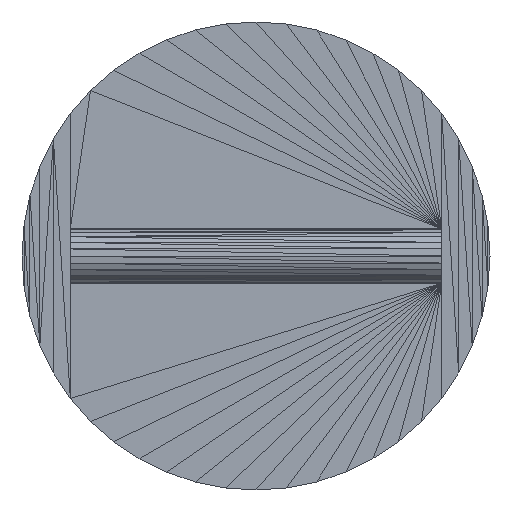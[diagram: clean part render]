
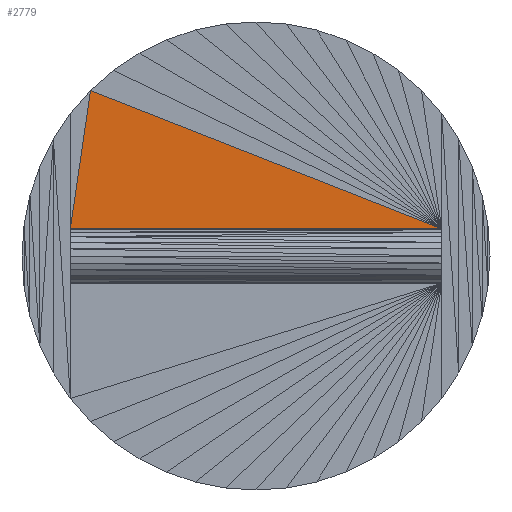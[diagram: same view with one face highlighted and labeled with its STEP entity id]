
A CAD part, front view. The second image highlights one B-rep face of the part: STEP entity #2779.
In plain terms, the highlighted planar face has unit normal (0, -1, 0).
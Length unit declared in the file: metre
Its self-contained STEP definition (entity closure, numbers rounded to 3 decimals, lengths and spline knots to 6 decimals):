
#569=ORIENTED_EDGE('',*,*,#1065,.T.);
#570=ORIENTED_EDGE('',*,*,#1066,.F.);
#571=ORIENTED_EDGE('',*,*,#1067,.F.);
#1065=EDGE_CURVE('',#1242,#1168,#1587,.T.);
#1066=EDGE_CURVE('',#1253,#1168,#1588,.T.);
#1067=EDGE_CURVE('',#1242,#1253,#1589,.T.);
#1168=VERTEX_POINT('',#4037);
#1242=VERTEX_POINT('',#4360);
#1253=VERTEX_POINT('',#4468);
#1587=LINE('',#4465,#1945);
#1588=LINE('',#4467,#1946);
#1589=LINE('',#4469,#1947);
#1945=VECTOR('',#3709,1.);
#1946=VECTOR('',#3712,1.);
#1947=VECTOR('',#3713,1.);
#2154=EDGE_LOOP('',(#569,#570,#571));
#2364=FACE_BOUND('',#2154,.T.);
#2574=PLANE('',#2999);
#2779=ADVANCED_FACE('',(#2364),#2574,.T.);
#2999=AXIS2_PLACEMENT_3D('',#4466,#3710,#3711);
#3709=DIRECTION('',(-0.93,0.,0.366));
#3710=DIRECTION('',(0.,-1.,0.));
#3711=DIRECTION('',(1.,0.,0.));
#3712=DIRECTION('',(0.144,0.,0.99));
#3713=DIRECTION('',(-1.,0.,0.));
#4037=CARTESIAN_POINT('',(-0.2744,-0.0268,0.56804));
#4360=CARTESIAN_POINT('',(-0.261496,-0.0268,0.562959));
#4465=CARTESIAN_POINT('',(-0.261496,-0.0268,0.562959));
#4466=CARTESIAN_POINT('',(0.,-0.0268,0.));
#4467=CARTESIAN_POINT('',(-0.275142,-0.0268,0.562959));
#4468=CARTESIAN_POINT('',(-0.275142,-0.0268,0.562959));
#4469=CARTESIAN_POINT('',(-0.261496,-0.0268,0.562959));
